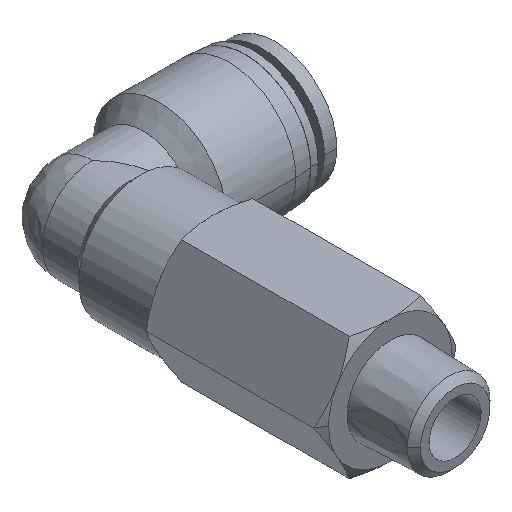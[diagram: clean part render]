
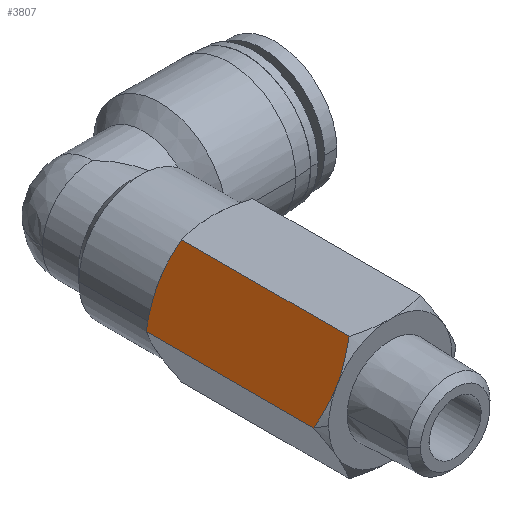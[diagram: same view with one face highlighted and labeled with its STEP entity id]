
A CAD part, isometric view. The second image highlights one B-rep face of the part: STEP entity #3807.
In plain terms, the highlighted planar face has unit normal (-0.866, 0, 0.5).
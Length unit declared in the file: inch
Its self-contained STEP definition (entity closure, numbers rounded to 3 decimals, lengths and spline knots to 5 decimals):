
#34 = CARTESIAN_POINT ( 'NONE',  ( -0.25424, -0.01366, 0.30767 ) ) ;
#58 = CARTESIAN_POINT ( 'NONE',  ( -0.32391, 0., 0.18701 ) ) ;
#64 = CARTESIAN_POINT ( 'NONE',  ( -0.26389, -1.07186, 0.29096 ) ) ;
#144 = B_SPLINE_CURVE_WITH_KNOTS ( 'NONE', 3,
 ( #3916, #3556, #4262, #2072, #4640, #2472, #64, #2853, #479, #3204, #882, #3573, #1286 ),
 .UNSPECIFIED., .F., .F.,
 ( 4, 2, 2, 1, 2, 2, 4 ),
 ( 0., 0.25, 0.375, 0.4375, 0.46875, 0.5, 1. ),
 .UNSPECIFIED. ) ;
#271 = CARTESIAN_POINT ( 'NONE',  ( -0.43188, -1.08268, 0. ) ) ;
#305 = CARTESIAN_POINT ( 'NONE',  ( -0.43188, -1.04927, 0. ) ) ;
#385 = AXIS2_PLACEMENT_3D ( 'NONE', #2157, #4727, #2552 ) ;
#449 = CARTESIAN_POINT ( 'NONE',  ( -0.30689, 0., 0.21648 ) ) ;
#479 = CARTESIAN_POINT ( 'NONE',  ( -0.26961, -1.07376, 0.28105 ) ) ;
#539 = B_SPLINE_CURVE_WITH_KNOTS ( 'NONE', 3,
 ( #557, #2924, #3279, #962, #3642, #1373 ),
 .UNSPECIFIED., .F., .F.,
 ( 4, 2, 4 ),
 ( 0., 0.5, 1. ),
 .UNSPECIFIED. ) ;
#557 = CARTESIAN_POINT ( 'NONE',  ( -0.32391, 0., 0.18701 ) ) ;
#775 = CARTESIAN_POINT ( 'NONE',  ( -0.35411, -1.07995, 0.13465 ) ) ;
#882 = CARTESIAN_POINT ( 'NONE',  ( -0.28956, -1.07995, 0.24651 ) ) ;
#962 = CARTESIAN_POINT ( 'NONE',  ( -0.39357, -0.01366, 0.06634 ) ) ;
#1092 = EDGE_CURVE ( 'NONE', #2392, #2533, #2961, .T. ) ;
#1181 = CARTESIAN_POINT ( 'NONE',  ( -0.36495, -1.07755, 0.11589 ) ) ;
#1286 = CARTESIAN_POINT ( 'NONE',  ( -0.32391, -1.08268, 0.18701 ) ) ;
#1373 = CARTESIAN_POINT ( 'NONE',  ( -0.43188, -0.03341, 0. ) ) ;
#1589 = CARTESIAN_POINT ( 'NONE',  ( -0.37151, -1.07579, 0.10455 ) ) ;
#1788 = ORIENTED_EDGE ( 'NONE', *, *, #3896, .T. ) ;
#1813 = VECTOR ( 'NONE', #2258, 39.37008 ) ;
#1907 = VERTEX_POINT ( 'NONE', #58 ) ;
#1971 = CARTESIAN_POINT ( 'NONE',  ( -0.33262, -1.08268, 0.17192 ) ) ;
#1987 = CARTESIAN_POINT ( 'NONE',  ( -0.37477, -1.07483, 0.0989 ) ) ;
#2038 = ORIENTED_EDGE ( 'NONE', *, *, #1092, .F. ) ;
#2041 = CARTESIAN_POINT ( 'NONE',  ( -0.21594, -0.03341, 0.37402 ) ) ;
#2071 = ORIENTED_EDGE ( 'NONE', *, *, #2879, .T. ) ;
#2072 = CARTESIAN_POINT ( 'NONE',  ( -0.24894, -1.06603, 0.31683 ) ) ;
#2157 = CARTESIAN_POINT ( 'NONE',  ( -0.21594, -1.08268, 0.37402 ) ) ;
#2258 = DIRECTION ( 'NONE',  ( 0., 1., 0. ) ) ;
#2288 = ORIENTED_EDGE ( 'NONE', *, *, #3178, .F. ) ;
#2388 = CARTESIAN_POINT ( 'NONE',  ( -0.41257, -1.06042, 0.03344 ) ) ;
#2392 = VERTEX_POINT ( 'NONE', #3719 ) ;
#2472 = CARTESIAN_POINT ( 'NONE',  ( -0.26045, -1.0706, 0.29691 ) ) ;
#2533 = VERTEX_POINT ( 'NONE', #305 ) ;
#2552 = DIRECTION ( 'NONE',  ( 0.5, 0., 0.866 ) ) ;
#2771 = EDGE_CURVE ( 'NONE', #1907, #3986, #539, .T. ) ;
#2815 = CARTESIAN_POINT ( 'NONE',  ( -0.28955, -0.00273, 0.24651 ) ) ;
#2853 = CARTESIAN_POINT ( 'NONE',  ( -0.26732, -1.07301, 0.28501 ) ) ;
#2879 = EDGE_CURVE ( 'NONE', #3003, #3117, #4226, .T. ) ;
#2924 = CARTESIAN_POINT ( 'NONE',  ( -0.34092, 0., 0.15754 ) ) ;
#2961 = B_SPLINE_CURVE_WITH_KNOTS ( 'NONE', 3,
 ( #4908, #1971, #3129, #775, #3479, #1181, #3836, #1589, #4182, #1987, #4556, #2388, #4926 ),
 .UNSPECIFIED., .F., .F.,
 ( 4, 2, 2, 1, 2, 2, 4 ),
 ( 0., 0.25, 0.375, 0.4375, 0.46875, 0.5, 1. ),
 .UNSPECIFIED. ) ;
#3003 = VERTEX_POINT ( 'NONE', #4488 ) ;
#3008 = ORIENTED_EDGE ( 'NONE', *, *, #4212, .F. ) ;
#3117 = VERTEX_POINT ( 'NONE', #3865 ) ;
#3129 = CARTESIAN_POINT ( 'NONE',  ( -0.34118, -1.08199, 0.15703 ) ) ;
#3141 = VECTOR ( 'NONE', #3383, 39.37008 ) ;
#3178 = EDGE_CURVE ( 'NONE', #3003, #2392, #144, .T. ) ;
#3185 = CARTESIAN_POINT ( 'NONE',  ( -0.32391, 0., 0.18701 ) ) ;
#3204 = CARTESIAN_POINT ( 'NONE',  ( -0.27079, -1.07414, 0.279 ) ) ;
#3279 = CARTESIAN_POINT ( 'NONE',  ( -0.35826, -0.00273, 0.1275 ) ) ;
#3383 = DIRECTION ( 'NONE',  ( 0., 1., 0. ) ) ;
#3431 = PLANE ( 'NONE',  #385 ) ;
#3479 = CARTESIAN_POINT ( 'NONE',  ( -0.35843, -1.07909, 0.12717 ) ) ;
#3556 = CARTESIAN_POINT ( 'NONE',  ( -0.22559, -1.05484, 0.3573 ) ) ;
#3573 = CARTESIAN_POINT ( 'NONE',  ( -0.30648, -1.08268, 0.21719 ) ) ;
#3642 = CARTESIAN_POINT ( 'NONE',  ( -0.41223, -0.02206, 0.03403 ) ) ;
#3719 = CARTESIAN_POINT ( 'NONE',  ( -0.32391, -1.08268, 0.18701 ) ) ;
#3773 = ORIENTED_EDGE ( 'NONE', *, *, #2771, .T. ) ;
#3807 = ADVANCED_FACE ( 'NONE', ( #4635 ), #3431, .T. ) ;
#3836 = CARTESIAN_POINT ( 'NONE',  ( -0.36822, -1.07672, 0.11024 ) ) ;
#3865 = CARTESIAN_POINT ( 'NONE',  ( -0.21594, -0.03341, 0.37402 ) ) ;
#3896 = EDGE_CURVE ( 'NONE', #3117, #1907, #4725, .T. ) ;
#3916 = CARTESIAN_POINT ( 'NONE',  ( -0.21594, -1.04927, 0.37402 ) ) ;
#3986 = VERTEX_POINT ( 'NONE', #4605 ) ;
#4182 = CARTESIAN_POINT ( 'NONE',  ( -0.37371, -1.07515, 0.10074 ) ) ;
#4212 = EDGE_CURVE ( 'NONE', #2533, #3986, #4477, .T. ) ;
#4226 = LINE ( 'NONE', #4812, #1813 ) ;
#4234 = CARTESIAN_POINT ( 'NONE',  ( -0.23558, -0.02207, 0.33999 ) ) ;
#4262 = CARTESIAN_POINT ( 'NONE',  ( -0.23501, -1.05973, 0.34097 ) ) ;
#4477 = LINE ( 'NONE', #271, #3141 ) ;
#4488 = CARTESIAN_POINT ( 'NONE',  ( -0.21594, -1.04927, 0.37402 ) ) ;
#4556 = CARTESIAN_POINT ( 'NONE',  ( -0.39421, -1.06882, 0.06524 ) ) ;
#4605 = CARTESIAN_POINT ( 'NONE',  ( -0.43188, -0.03341, 0. ) ) ;
#4635 = FACE_OUTER_BOUND ( 'NONE', #4832, .T. ) ;
#4640 = CARTESIAN_POINT ( 'NONE',  ( -0.25355, -1.06796, 0.30885 ) ) ;
#4725 = B_SPLINE_CURVE_WITH_KNOTS ( 'NONE', 3,
 ( #2041, #4234, #34, #2815, #449, #3185 ),
 .UNSPECIFIED., .F., .F.,
 ( 4, 2, 4 ),
 ( 0., 0.5, 1. ),
 .UNSPECIFIED. ) ;
#4727 = DIRECTION ( 'NONE',  ( -0.866, 0., 0.5 ) ) ;
#4812 = CARTESIAN_POINT ( 'NONE',  ( -0.21594, -1.08268, 0.37402 ) ) ;
#4832 = EDGE_LOOP ( 'NONE', ( #3008, #2038, #2288, #2071, #1788, #3773 ) ) ;
#4908 = CARTESIAN_POINT ( 'NONE',  ( -0.32391, -1.08268, 0.18701 ) ) ;
#4926 = CARTESIAN_POINT ( 'NONE',  ( -0.43188, -1.04927, 0. ) ) ;
